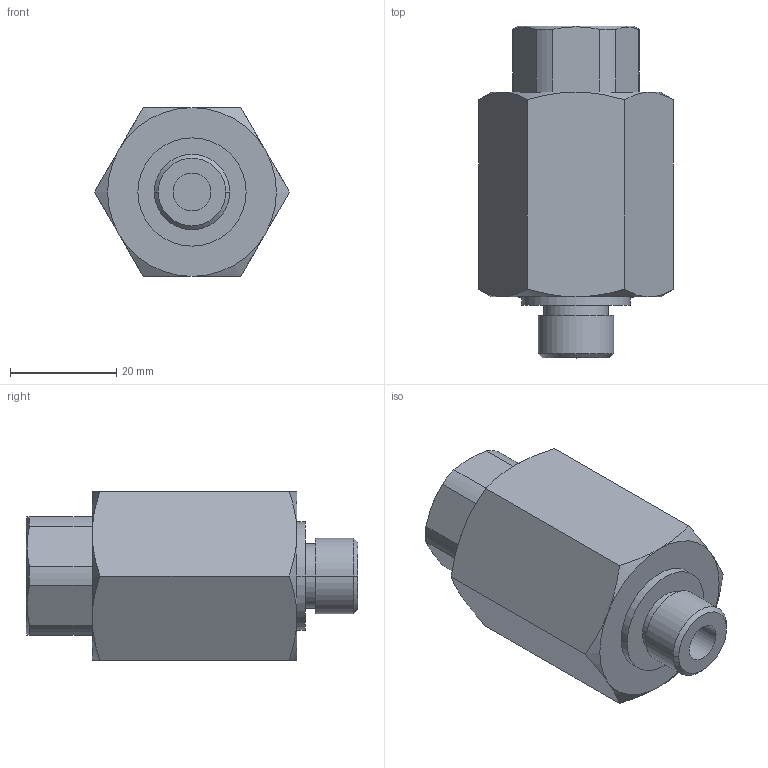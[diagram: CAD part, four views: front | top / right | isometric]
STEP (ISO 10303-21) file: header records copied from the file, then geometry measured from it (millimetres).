
FILE_DESCRIPTION((''),'2;1');
FILE_NAME('ILC32126100','2005-05-02T',('KR'),(''),'PRO/ENGINEER BY PARAMETRIC TECHNOLOGY CORPORATION, 2004290','PRO/ENGINEER BY PARAMETRIC TECHNOLOGY CORPORATION, 2004290','');
FILE_SCHEMA(('AUTOMOTIVE_DESIGN_CC2 { 1 2 10303 214 -1 1 5 2 }'));
Length unit declared in the file: inch
Products named in the file (1): ILC32126100
Bounding box: 36.66 x 62.41 x 31.75 mm (x, y, z)
Volume: 38035.4 mm3; surface area: 8384.3 mm2
Topology: 1 solids, 1 shells, 52 faces, 118 edges, 74 vertices
Faces by surface type: plane 20, cylinder 16, cone 16
Entity records: 2089 total; most frequent: CARTESIAN_POINT 454, DIRECTION 238, ORIENTED_EDGE 236, PRESENTATION_STYLE_ASSIGNMENT 119, STYLED_ITEM 119, CURVE_STYLE 118, EDGE_CURVE 118, COLOUR_RGB 105
